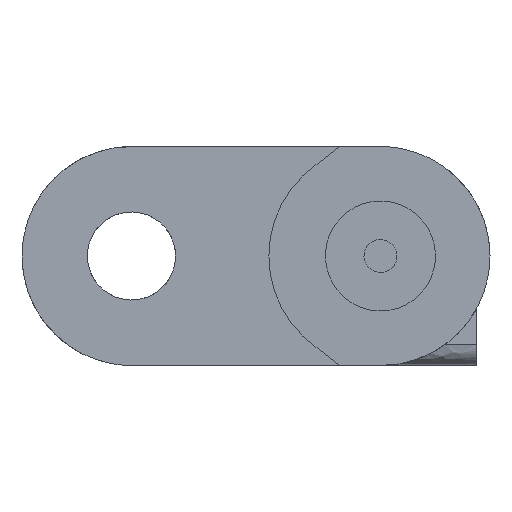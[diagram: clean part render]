
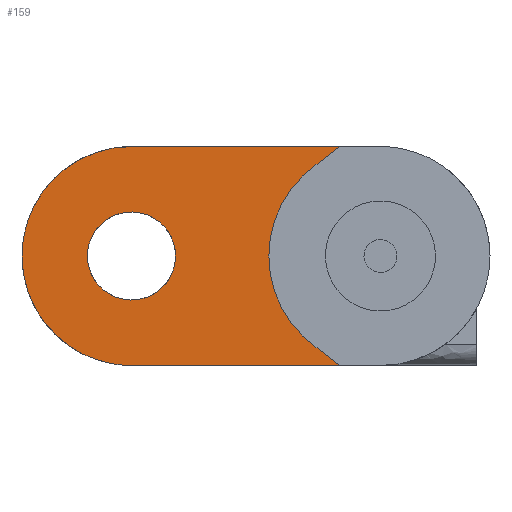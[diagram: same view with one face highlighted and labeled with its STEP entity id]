
A CAD part, front view. The second image highlights one B-rep face of the part: STEP entity #159.
In plain terms, the highlighted planar face has unit normal (0, -1, 0).
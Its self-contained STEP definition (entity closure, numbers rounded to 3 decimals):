
#40=FACE_BOUND('',#636,.T.);
#159=ADVANCED_FACE('',(#389,#40),#3728,.T.);
#389=FACE_OUTER_BOUND('',#635,.T.);
#635=EDGE_LOOP('',(#1303,#1304,#1305,#1306,#1307,#1308,#1309));
#636=EDGE_LOOP('',(#1310,#1311));
#1303=ORIENTED_EDGE('',*,*,#2296,.T.);
#1304=ORIENTED_EDGE('',*,*,#2294,.F.);
#1305=ORIENTED_EDGE('',*,*,#2319,.T.);
#1306=ORIENTED_EDGE('',*,*,#2297,.T.);
#1307=ORIENTED_EDGE('',*,*,#2320,.T.);
#1308=ORIENTED_EDGE('',*,*,#2298,.T.);
#1309=ORIENTED_EDGE('',*,*,#2299,.T.);
#1310=ORIENTED_EDGE('',*,*,#2312,.T.);
#1311=ORIENTED_EDGE('',*,*,#2300,.T.);
#2294=EDGE_CURVE('',#3444,#3445,#2761,.T.);
#2296=EDGE_CURVE('',#3446,#3445,#3117,.T.);
#2297=EDGE_CURVE('',#3447,#3448,#3118,.T.);
#2298=EDGE_CURVE('',#3449,#3450,#2763,.T.);
#2299=EDGE_CURVE('',#3450,#3446,#3119,.T.);
#2300=EDGE_CURVE('',#3451,#3452,#3120,.T.);
#2312=EDGE_CURVE('',#3452,#3451,#3131,.T.);
#2319=EDGE_CURVE('',#3444,#3447,#3138,.T.);
#2320=EDGE_CURVE('',#3448,#3449,#3139,.T.);
#2761=B_SPLINE_CURVE_WITH_KNOTS('',1,(#6316,#6317),.UNSPECIFIED.,.F.,.F.,
(2,2),(-5.805,-2.),.UNSPECIFIED.);
#2763=B_SPLINE_CURVE_WITH_KNOTS('',1,(#6328,#6329),.UNSPECIFIED.,.F.,.F.,
(2,2),(15.295,19.1),.UNSPECIFIED.);
#3117=(
BOUNDED_CURVE()
B_SPLINE_CURVE(2,(#6320,#6321,#6322),.UNSPECIFIED.,.F.,.F.)
B_SPLINE_CURVE_WITH_KNOTS((3,3),(0.,3.142),.UNSPECIFIED.)
CURVE()
GEOMETRIC_REPRESENTATION_ITEM()
RATIONAL_B_SPLINE_CURVE((1.,0.707,1.))
REPRESENTATION_ITEM('')
);
#3118=(
BOUNDED_CURVE()
B_SPLINE_CURVE(2,(#6323,#6324,#6325,#6326,#6327),.UNSPECIFIED.,.F.,.F.)
B_SPLINE_CURVE_WITH_KNOTS((3,2,3),(27.459,29.406,31.354),
 .UNSPECIFIED.)
CURVE()
GEOMETRIC_REPRESENTATION_ITEM()
RATIONAL_B_SPLINE_CURVE((1.,0.888,1.,0.888,1.))
REPRESENTATION_ITEM('')
);
#3119=(
BOUNDED_CURVE()
B_SPLINE_CURVE(2,(#6330,#6331,#6332),.UNSPECIFIED.,.F.,.F.)
B_SPLINE_CURVE_WITH_KNOTS((3,3),(-3.142,0.),.UNSPECIFIED.)
CURVE()
GEOMETRIC_REPRESENTATION_ITEM()
RATIONAL_B_SPLINE_CURVE((1.,0.707,1.))
REPRESENTATION_ITEM('')
);
#3120=(
BOUNDED_CURVE()
B_SPLINE_CURVE(2,(#6333,#6334,#6335,#6336,#6337),.UNSPECIFIED.,.F.,.F.)
B_SPLINE_CURVE_WITH_KNOTS((3,2,3),(-5.058,-3.793,
-2.529),.UNSPECIFIED.)
CURVE()
GEOMETRIC_REPRESENTATION_ITEM()
RATIONAL_B_SPLINE_CURVE((1.,0.707,1.,0.707,1.))
REPRESENTATION_ITEM('')
);
#3131=(
BOUNDED_CURVE()
B_SPLINE_CURVE(2,(#6371,#6372,#6373,#6374,#6375),.UNSPECIFIED.,.F.,.F.)
B_SPLINE_CURVE_WITH_KNOTS((3,2,3),(-2.529,-1.264,
0.),.UNSPECIFIED.)
CURVE()
GEOMETRIC_REPRESENTATION_ITEM()
RATIONAL_B_SPLINE_CURVE((1.,0.707,1.,0.707,1.))
REPRESENTATION_ITEM('')
);
#3138=(
BOUNDED_CURVE()
B_SPLINE_CURVE(2,(#6394,#6395,#6396),.UNSPECIFIED.,.F.,.F.)
B_SPLINE_CURVE_WITH_KNOTS((3,3),(26.91,27.459),
 .UNSPECIFIED.)
CURVE()
GEOMETRIC_REPRESENTATION_ITEM()
RATIONAL_B_SPLINE_CURVE((1.,1.,1.))
REPRESENTATION_ITEM('')
);
#3139=(
BOUNDED_CURVE()
B_SPLINE_CURVE(2,(#6397,#6398,#6399),.UNSPECIFIED.,.F.,.F.)
B_SPLINE_CURVE_WITH_KNOTS((3,3),(14.175,14.724),
 .UNSPECIFIED.)
CURVE()
GEOMETRIC_REPRESENTATION_ITEM()
RATIONAL_B_SPLINE_CURVE((1.,1.,1.))
REPRESENTATION_ITEM('')
);
#3444=VERTEX_POINT('',#5313);
#3445=VERTEX_POINT('',#5314);
#3446=VERTEX_POINT('',#5315);
#3447=VERTEX_POINT('',#5316);
#3448=VERTEX_POINT('',#5317);
#3449=VERTEX_POINT('',#5318);
#3450=VERTEX_POINT('',#5319);
#3451=VERTEX_POINT('',#5320);
#3452=VERTEX_POINT('',#5321);
#3728=PLANE('',#3978);
#3978=AXIS2_PLACEMENT_3D('',#4770,#4128,$);
#4128=DIRECTION('',(0.,-1.,0.));
#4770=CARTESIAN_POINT('',(-48.675,-35.589,24.12));
#5313=CARTESIAN_POINT('',(15.301,-35.589,-20.));
#5314=CARTESIAN_POINT('',(-22.75,-35.589,-20.));
#5315=CARTESIAN_POINT('',(-42.75,-35.589,0.));
#5316=CARTESIAN_POINT('',(10.959,-35.589,-16.648));
#5317=CARTESIAN_POINT('',(10.959,-35.589,16.648));
#5318=CARTESIAN_POINT('',(15.301,-35.589,20.));
#5319=CARTESIAN_POINT('',(-22.75,-35.589,20.));
#5320=CARTESIAN_POINT('',(-17.023,-35.589,-5.657));
#5321=CARTESIAN_POINT('',(-28.477,-35.589,5.657));
#6316=CARTESIAN_POINT('',(15.301,-35.589,-20.));
#6317=CARTESIAN_POINT('',(-22.75,-35.589,-20.));
#6320=CARTESIAN_POINT('',(-42.75,-35.589,0.));
#6321=CARTESIAN_POINT('',(-42.75,-35.589,-20.));
#6322=CARTESIAN_POINT('',(-22.75,-35.589,-20.));
#6323=CARTESIAN_POINT('',(10.959,-35.589,-16.648));
#6324=CARTESIAN_POINT('',(2.35,-35.589,-10.55));
#6325=CARTESIAN_POINT('',(2.35,-35.589,0.));
#6326=CARTESIAN_POINT('',(2.35,-35.589,10.55));
#6327=CARTESIAN_POINT('',(10.959,-35.589,16.648));
#6328=CARTESIAN_POINT('',(15.301,-35.589,20.));
#6329=CARTESIAN_POINT('',(-22.75,-35.589,20.));
#6330=CARTESIAN_POINT('',(-22.75,-35.589,20.));
#6331=CARTESIAN_POINT('',(-42.75,-35.589,20.));
#6332=CARTESIAN_POINT('',(-42.75,-35.589,0.));
#6333=CARTESIAN_POINT('',(-17.023,-35.589,-5.657));
#6334=CARTESIAN_POINT('',(-22.68,-35.589,-11.384));
#6335=CARTESIAN_POINT('',(-28.407,-35.589,-5.727));
#6336=CARTESIAN_POINT('',(-34.134,-35.589,-0.07));
#6337=CARTESIAN_POINT('',(-28.477,-35.589,5.657));
#6371=CARTESIAN_POINT('',(-28.477,-35.589,5.657));
#6372=CARTESIAN_POINT('',(-22.82,-35.589,11.384));
#6373=CARTESIAN_POINT('',(-17.093,-35.589,5.727));
#6374=CARTESIAN_POINT('',(-11.366,-35.589,0.07));
#6375=CARTESIAN_POINT('',(-17.023,-35.589,-5.657));
#6394=CARTESIAN_POINT('',(15.301,-35.589,-20.));
#6395=CARTESIAN_POINT('',(13.13,-35.589,-18.324));
#6396=CARTESIAN_POINT('',(10.959,-35.589,-16.648));
#6397=CARTESIAN_POINT('',(10.959,-35.589,16.648));
#6398=CARTESIAN_POINT('',(13.13,-35.589,18.324));
#6399=CARTESIAN_POINT('',(15.301,-35.589,20.));
